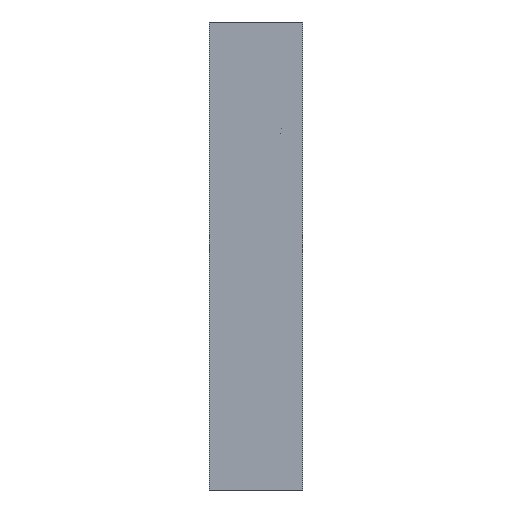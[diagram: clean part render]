
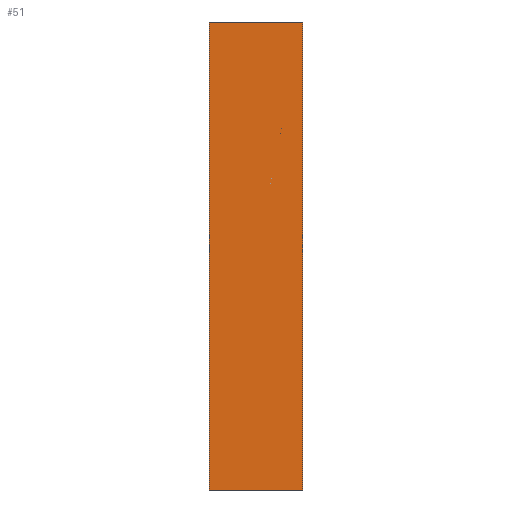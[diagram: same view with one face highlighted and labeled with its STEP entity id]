
A CAD part, front view. The second image highlights one B-rep face of the part: STEP entity #51.
In plain terms, the highlighted planar face has unit normal (0, -1, 0).
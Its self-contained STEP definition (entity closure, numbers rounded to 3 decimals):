
#43=FACE_OUTER_BOUND('',#140,.T.);
#51=ADVANCED_FACE('',(#43),#71,.T.);
#71=PLANE('',#303);
#87=LINE('',#439,#99);
#88=LINE('',#441,#100);
#89=LINE('',#443,#101);
#90=LINE('',#445,#102);
#99=VECTOR('',#349,1.);
#100=VECTOR('',#352,1.);
#101=VECTOR('',#353,1.);
#102=VECTOR('',#354,1.);
#140=EDGE_LOOP('',(#184,#185,#186,#187));
#184=ORIENTED_EDGE('',*,*,#263,.F.);
#185=ORIENTED_EDGE('',*,*,#262,.F.);
#186=ORIENTED_EDGE('',*,*,#264,.T.);
#187=ORIENTED_EDGE('',*,*,#265,.T.);
#236=VERTEX_POINT('',#436);
#237=VERTEX_POINT('',#438);
#238=VERTEX_POINT('',#442);
#239=VERTEX_POINT('',#444);
#262=EDGE_CURVE('',#237,#236,#87,.T.);
#263=EDGE_CURVE('',#236,#238,#88,.T.);
#264=EDGE_CURVE('',#237,#239,#89,.T.);
#265=EDGE_CURVE('',#239,#238,#90,.T.);
#303=AXIS2_PLACEMENT_3D('',#446,#355,#356);
#349=DIRECTION('',(-1.,0.,0.));
#352=DIRECTION('',(0.,0.,1.));
#353=DIRECTION('',(0.,0.,1.));
#354=DIRECTION('',(-1.,0.,0.));
#355=DIRECTION('',(0.,-1.,0.));
#356=DIRECTION('',(0.,0.,-1.));
#436=CARTESIAN_POINT('',(0.,0.,-20.));
#438=CARTESIAN_POINT('',(4.,0.,-20.));
#439=CARTESIAN_POINT('',(4.,0.,-20.));
#441=CARTESIAN_POINT('',(0.,0.,-20.));
#442=CARTESIAN_POINT('',(0.,0.,0.));
#443=CARTESIAN_POINT('',(4.,0.,-20.));
#444=CARTESIAN_POINT('',(4.,0.,0.));
#445=CARTESIAN_POINT('',(4.,0.,0.));
#446=CARTESIAN_POINT('',(4.,0.,-20.));
